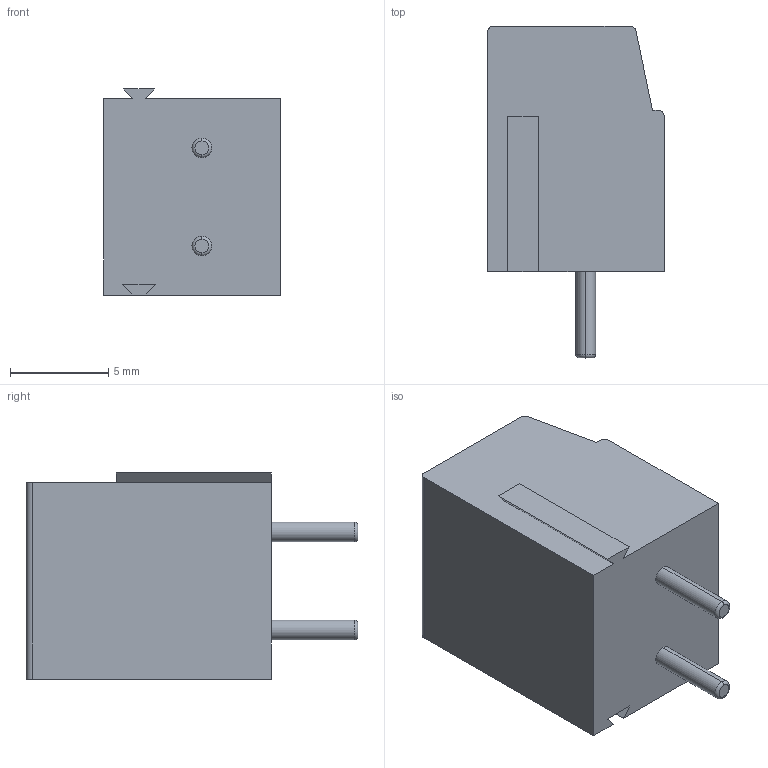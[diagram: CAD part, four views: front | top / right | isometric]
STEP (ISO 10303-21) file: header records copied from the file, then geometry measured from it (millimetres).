
FILE_DESCRIPTION (( 'STEP AP214' ), '1' );
FILE_NAME ('CUI_DEVICES_TB001-500-P02BE.step', '2019-10-21T04:43:28', ( '' ), ( '' ), 'SwSTEP 2.0', 'SolidWorks 2019', '' );
FILE_SCHEMA (( 'AUTOMOTIVE_DESIGN' ));
Length unit declared in the file: millimetre
Products named in the file (2): TB001-500-02P_Blue - P; CUI_DEVICES_TB001-500-P02BE
Assembly tree (1 placements, depth 2):
  CUI_DEVICES_TB001-500-P02BE
    TB001-500-02P_Blue - P
Bounding box: 9 x 16.9 x 10.5 mm (x, y, z)
Volume: 948.4 mm3; surface area: 950.5 mm2
Topology: 1 solids, 1 shells, 145 faces, 383 edges, 252 vertices
Faces by surface type: plane 88, cylinder 39, torus 14, cone 4
Entity records: 5172 total; most frequent: CARTESIAN_POINT 1008, ORIENTED_EDGE 766, DIRECTION 743, EDGE_CURVE 383, VERTEX_POINT 252, AXIS2_PLACEMENT_3D 251, VECTOR 241, LINE 241
